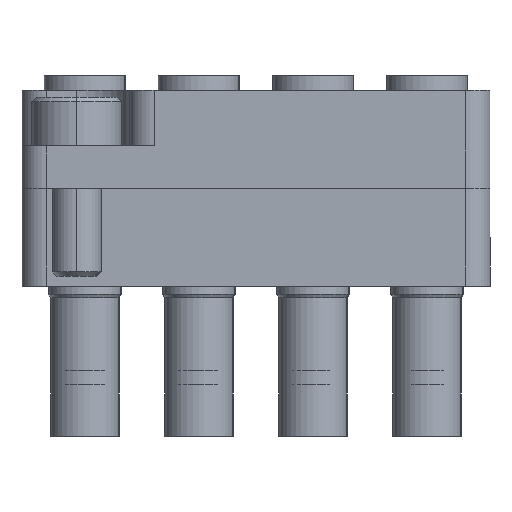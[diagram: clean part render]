
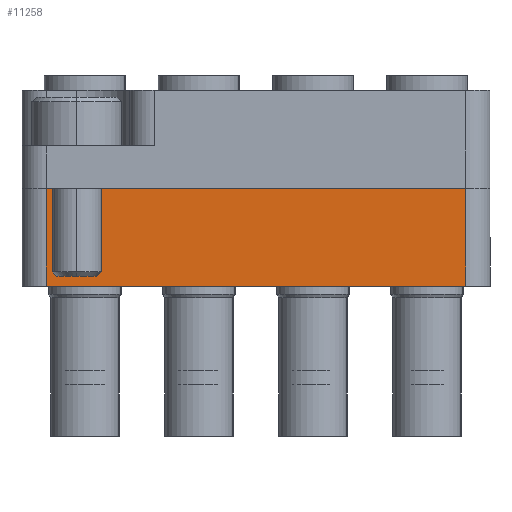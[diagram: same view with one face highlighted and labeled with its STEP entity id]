
A CAD part, front view. The second image highlights one B-rep face of the part: STEP entity #11258.
In plain terms, the highlighted face is planar.
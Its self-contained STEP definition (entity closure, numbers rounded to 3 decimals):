
#120 = ORIENTED_EDGE ( 'NONE', *, *, #14563, .T. ) ;
#252 = LINE ( 'NONE', #11360, #9673 ) ;
#334 = DIRECTION ( 'NONE',  ( 0., 1., 0. ) ) ;
#721 = ORIENTED_EDGE ( 'NONE', *, *, #18072, .T. ) ;
#864 = EDGE_CURVE ( 'NONE', #7871, #4220, #2601, .T. ) ;
#1634 = FACE_OUTER_BOUND ( 'NONE', #12961, .T. ) ;
#1730 = CARTESIAN_POINT ( 'NONE',  ( 22., -6., -12.85 ) ) ;
#2476 = VECTOR ( 'NONE', #20671, 1000. ) ;
#2601 = LINE ( 'NONE', #7413, #11011 ) ;
#4220 = VERTEX_POINT ( 'NONE', #7275 ) ;
#4456 = EDGE_CURVE ( 'NONE', #9534, #4220, #18692, .T. ) ;
#4933 = ORIENTED_EDGE ( 'NONE', *, *, #4456, .F. ) ;
#6738 = DIRECTION ( 'NONE',  ( 0., 0., 1. ) ) ;
#7206 = AXIS2_PLACEMENT_3D ( 'NONE', #14788, #16161, #9996 ) ;
#7275 = CARTESIAN_POINT ( 'NONE',  ( 22., -6., 12.85 ) ) ;
#7413 = CARTESIAN_POINT ( 'NONE',  ( 22., -6., 12.85 ) ) ;
#7871 = VERTEX_POINT ( 'NONE', #13179 ) ;
#8105 = CARTESIAN_POINT ( 'NONE',  ( 22., 0., -12.85 ) ) ;
#8776 = VECTOR ( 'NONE', #334, 1000. ) ;
#8797 = LINE ( 'NONE', #16530, #8776 ) ;
#9534 = VERTEX_POINT ( 'NONE', #1730 ) ;
#9673 = VECTOR ( 'NONE', #6738, 1000. ) ;
#9996 = DIRECTION ( 'NONE',  ( 0., 0., 1. ) ) ;
#10198 = ORIENTED_EDGE ( 'NONE', *, *, #864, .T. ) ;
#11011 = VECTOR ( 'NONE', #13788, 1000. ) ;
#11258 = ADVANCED_FACE ( 'NONE', ( #1634 ), #14486, .F. ) ;
#11360 = CARTESIAN_POINT ( 'NONE',  ( 22., 0., 14.35 ) ) ;
#12961 = EDGE_LOOP ( 'NONE', ( #4933, #120, #721, #10198 ) ) ;
#13179 = CARTESIAN_POINT ( 'NONE',  ( 22., 0., 12.85 ) ) ;
#13788 = DIRECTION ( 'NONE',  ( 0., -1., 0. ) ) ;
#14486 = PLANE ( 'NONE',  #7206 ) ;
#14563 = EDGE_CURVE ( 'NONE', #9534, #18018, #8797, .T. ) ;
#14788 = CARTESIAN_POINT ( 'NONE',  ( 22., -6., 14.35 ) ) ;
#16161 = DIRECTION ( 'NONE',  ( -1., 0., 0. ) ) ;
#16530 = CARTESIAN_POINT ( 'NONE',  ( 22., 0., -12.85 ) ) ;
#18018 = VERTEX_POINT ( 'NONE', #8105 ) ;
#18072 = EDGE_CURVE ( 'NONE', #18018, #7871, #252, .T. ) ;
#18692 = LINE ( 'NONE', #20569, #2476 ) ;
#20569 = CARTESIAN_POINT ( 'NONE',  ( 22., -6., 14.35 ) ) ;
#20671 = DIRECTION ( 'NONE',  ( 0., 0., 1. ) ) ;
